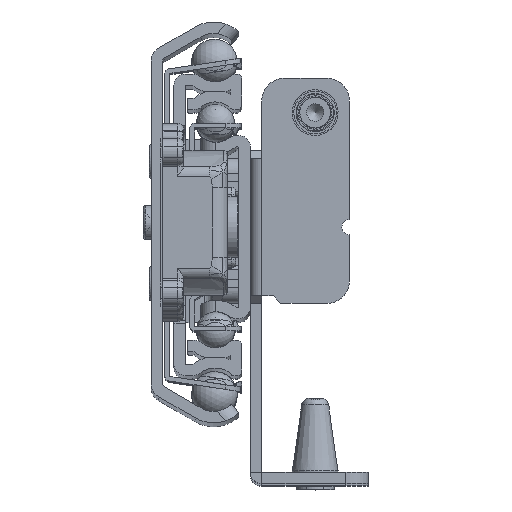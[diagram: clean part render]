
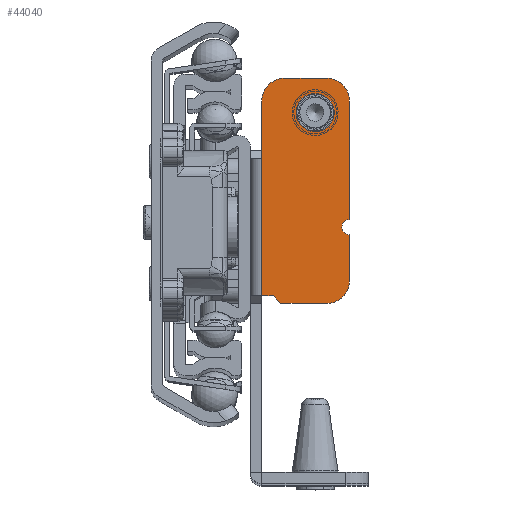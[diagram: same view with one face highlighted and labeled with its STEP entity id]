
A CAD part, top view. The second image highlights one B-rep face of the part: STEP entity #44040.
In plain terms, the highlighted planar face has unit normal (0, 0, 1).
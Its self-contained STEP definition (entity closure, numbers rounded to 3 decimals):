
#2024=FACE_BOUND('',#6483,.T.);
#2186=PLANE('',#46832);
#4098=FACE_OUTER_BOUND('',#6482,.T.);
#6482=EDGE_LOOP('',(#29479,#29480,#29481,#29482,#29483,#29484,#29485,#29486,
#29487,#29488,#29489,#29490));
#6483=EDGE_LOOP('',(#29491));
#8891=LINE('',#64360,#12066);
#8900=LINE('',#64385,#12075);
#8903=LINE('',#64390,#12078);
#8905=LINE('',#64394,#12080);
#8906=LINE('',#64399,#12081);
#8907=LINE('',#64403,#12082);
#8908=LINE('',#64404,#12083);
#8909=LINE('',#64407,#12084);
#12066=VECTOR('',#51887,10.);
#12075=VECTOR('',#51906,10.);
#12078=VECTOR('',#51911,10.);
#12080=VECTOR('',#51915,10.);
#12081=VECTOR('',#51920,10.);
#12082=VECTOR('',#51923,10.);
#12083=VECTOR('',#51924,10.);
#12084=VECTOR('',#51927,10.);
#15357=CIRCLE('',#46820,2.05);
#15358=CIRCLE('',#46822,1.);
#15363=CIRCLE('',#46833,3.);
#15364=CIRCLE('',#46834,3.);
#15365=CIRCLE('',#46835,3.);
#17409=VERTEX_POINT('',#64343);
#17410=VERTEX_POINT('',#64347);
#17411=VERTEX_POINT('',#64348);
#17415=VERTEX_POINT('',#64358);
#17425=VERTEX_POINT('',#64382);
#17426=VERTEX_POINT('',#64384);
#17427=VERTEX_POINT('',#64388);
#17428=VERTEX_POINT('',#64392);
#17429=VERTEX_POINT('',#64396);
#17430=VERTEX_POINT('',#64398);
#17431=VERTEX_POINT('',#64400);
#17432=VERTEX_POINT('',#64402);
#17433=VERTEX_POINT('',#64405);
#22046=EDGE_CURVE('',#17409,#17409,#15357,.T.);
#22047=EDGE_CURVE('',#17410,#17411,#15358,.T.);
#22053=EDGE_CURVE('',#17415,#17410,#8891,.T.);
#22065=EDGE_CURVE('',#17425,#17426,#8900,.T.);
#22068=EDGE_CURVE('',#17427,#17425,#8903,.T.);
#22070=EDGE_CURVE('',#17428,#17427,#8905,.T.);
#22071=EDGE_CURVE('',#17415,#17429,#15363,.T.);
#22072=EDGE_CURVE('',#17430,#17429,#8906,.T.);
#22073=EDGE_CURVE('',#17430,#17431,#15364,.T.);
#22074=EDGE_CURVE('',#17432,#17431,#8907,.T.);
#22075=EDGE_CURVE('',#17426,#17432,#8908,.T.);
#22076=EDGE_CURVE('',#17428,#17433,#15365,.T.);
#22077=EDGE_CURVE('',#17411,#17433,#8909,.T.);
#29479=ORIENTED_EDGE('',*,*,#22047,.F.);
#29480=ORIENTED_EDGE('',*,*,#22053,.F.);
#29481=ORIENTED_EDGE('',*,*,#22071,.T.);
#29482=ORIENTED_EDGE('',*,*,#22072,.F.);
#29483=ORIENTED_EDGE('',*,*,#22073,.T.);
#29484=ORIENTED_EDGE('',*,*,#22074,.F.);
#29485=ORIENTED_EDGE('',*,*,#22075,.F.);
#29486=ORIENTED_EDGE('',*,*,#22065,.F.);
#29487=ORIENTED_EDGE('',*,*,#22068,.F.);
#29488=ORIENTED_EDGE('',*,*,#22070,.F.);
#29489=ORIENTED_EDGE('',*,*,#22076,.T.);
#29490=ORIENTED_EDGE('',*,*,#22077,.F.);
#29491=ORIENTED_EDGE('',*,*,#22046,.F.);
#44040=ADVANCED_FACE('',(#4098,#2024),#2186,.T.);
#46820=AXIS2_PLACEMENT_3D('',#64345,#51873,#51874);
#46822=AXIS2_PLACEMENT_3D('',#64349,#51877,#51878);
#46832=AXIS2_PLACEMENT_3D('',#64395,#51916,#51917);
#46833=AXIS2_PLACEMENT_3D('',#64397,#51918,#51919);
#46834=AXIS2_PLACEMENT_3D('',#64401,#51921,#51922);
#46835=AXIS2_PLACEMENT_3D('',#64406,#51925,#51926);
#51873=DIRECTION('center_axis',(0.,0.,
1.));
#51874=DIRECTION('ref_axis',(-1.,0.,0.));
#51877=DIRECTION('center_axis',(0.,0.,
1.));
#51878=DIRECTION('ref_axis',(0.,-1.,0.));
#51887=DIRECTION('',(0.,-1.,0.));
#51906=DIRECTION('',(-1.,0.,0.));
#51911=DIRECTION('',(-0.707,0.707,0.));
#51915=DIRECTION('',(-1.,0.,0.));
#51916=DIRECTION('center_axis',(0.,0.,
1.));
#51917=DIRECTION('ref_axis',(1.,0.,0.));
#51918=DIRECTION('center_axis',(0.,0.,
1.));
#51919=DIRECTION('ref_axis',(0.707,0.707,0.));
#51920=DIRECTION('',(1.,0.,0.));
#51921=DIRECTION('center_axis',(0.,0.,
1.));
#51922=DIRECTION('ref_axis',(-0.707,0.707,0.));
#51923=DIRECTION('',(0.,1.,0.));
#51924=DIRECTION('',(0.,1.,0.));
#51925=DIRECTION('center_axis',(0.,0.,
1.));
#51926=DIRECTION('ref_axis',(0.707,-0.707,0.));
#51927=DIRECTION('',(0.,-1.,0.));
#64343=CARTESIAN_POINT('',(15.35,15.,-200.5));
#64345=CARTESIAN_POINT('Origin',(13.3,15.,-200.5));
#64347=CARTESIAN_POINT('',(17.8,1.,-200.5));
#64348=CARTESIAN_POINT('',(17.8,-1.,-200.5));
#64349=CARTESIAN_POINT('Origin',(17.8,0.,-200.5));
#64358=CARTESIAN_POINT('',(17.8,16.5,-200.5));
#64360=CARTESIAN_POINT('',(17.8,19.5,-200.5));
#64382=CARTESIAN_POINT('',(7.8,-9.,-200.5));
#64384=CARTESIAN_POINT('',(6.3,-9.,-200.5));
#64385=CARTESIAN_POINT('',(8.916,-9.,-200.5));
#64388=CARTESIAN_POINT('',(8.8,-10.,-200.5));
#64390=CARTESIAN_POINT('',(6.483,-7.683,-200.5));
#64392=CARTESIAN_POINT('',(14.8,-10.,-200.5));
#64394=CARTESIAN_POINT('',(17.8,-10.,-200.5));
#64395=CARTESIAN_POINT('Origin',(11.532,0.,
-200.5));
#64396=CARTESIAN_POINT('',(14.8,19.5,-200.5));
#64397=CARTESIAN_POINT('Origin',(14.8,16.5,-200.5));
#64398=CARTESIAN_POINT('',(9.3,19.5,-200.5));
#64399=CARTESIAN_POINT('',(6.3,19.5,-200.5));
#64400=CARTESIAN_POINT('',(6.3,16.5,-200.5));
#64401=CARTESIAN_POINT('Origin',(9.3,16.5,-200.5));
#64402=CARTESIAN_POINT('',(6.3,9.,-200.5));
#64403=CARTESIAN_POINT('',(6.3,9.,-200.5));
#64404=CARTESIAN_POINT('',(6.3,0.,-200.5));
#64405=CARTESIAN_POINT('',(17.8,-7.,-200.5));
#64406=CARTESIAN_POINT('Origin',(14.8,-7.,-200.5));
#64407=CARTESIAN_POINT('',(17.8,19.5,-200.5));
